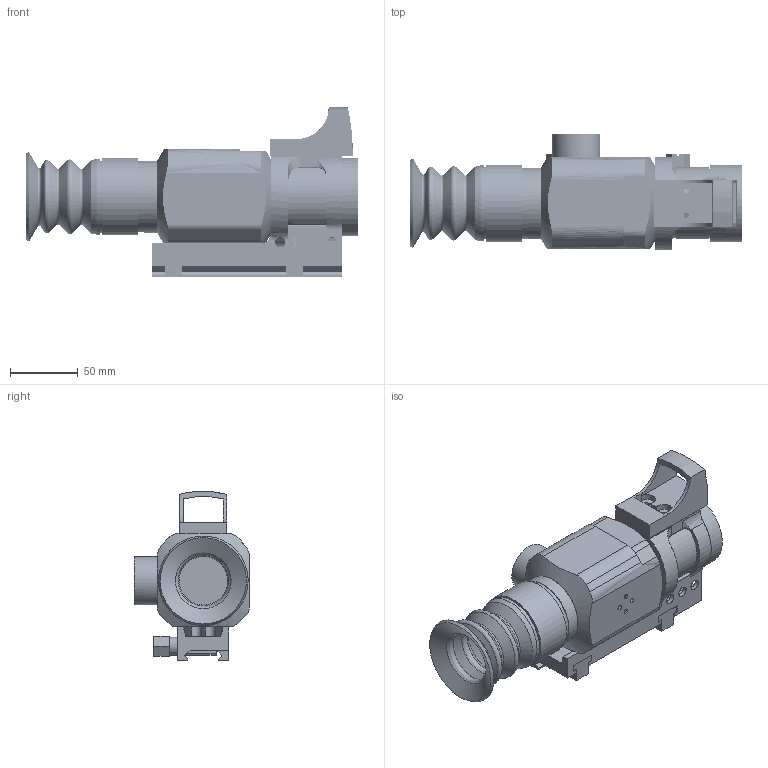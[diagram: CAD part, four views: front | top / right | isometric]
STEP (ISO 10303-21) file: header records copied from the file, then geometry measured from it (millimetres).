
FILE_DESCRIPTION(('FreeCAD Model'),'2;1');
FILE_NAME('Open CASCADE Shape Model','2025-05-03T17:09:35',('FreeCAD'),( 'FreeCAD'),'Open CASCADE STEP processor 7.6','FreeCAD','Unknown');
FILE_SCHEMA(('AUTOMOTIVE_DESIGN { 1 0 10303 214 1 1 1 1 }'));
Products named in the file (1): Open CASCADE STEP translator 7.6 1
Bounding box: 244.7 x 85.14 x 124.86 mm (x, y, z)
Volume: 777199.9 mm3; surface area: 151786.3 mm2
Topology: 15 solids, 15 shells, 939 faces, 3013 edges, 1846 vertices
Faces by surface type: bspline 939
Entity records: 48746 total; most frequent: CARTESIAN_POINT 33003, ORIENTED_EDGE 6024, EDGE_CURVE 3012, VERTEX_POINT 1846, B_SPLINE_CURVE_WITH_KNOTS 1521, FACE_BOUND 1024, EDGE_LOOP 1024, ADVANCED_FACE 939
